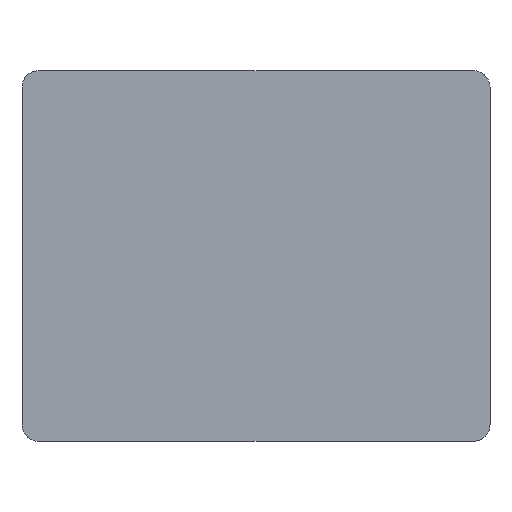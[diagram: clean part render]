
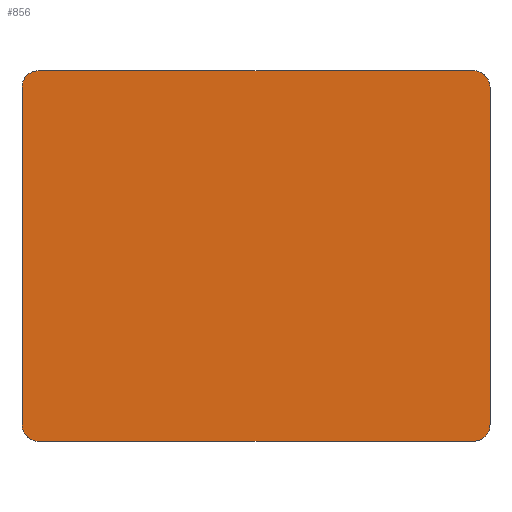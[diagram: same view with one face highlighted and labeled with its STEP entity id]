
A CAD part, left-side view. The second image highlights one B-rep face of the part: STEP entity #856.
In plain terms, the highlighted planar face has unit normal (-1, 0, 0).
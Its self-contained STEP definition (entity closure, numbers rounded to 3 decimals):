
#79=PLANE('',#952);
#196=LINE('',#1122,#226);
#197=LINE('',#1126,#227);
#198=LINE('',#1130,#228);
#199=LINE('',#1131,#229);
#226=VECTOR('',#1004,1000.);
#227=VECTOR('',#1007,1000.);
#228=VECTOR('',#1010,1000.);
#229=VECTOR('',#1011,1000.);
#266=ORIENTED_EDGE('',*,*,#479,.T.);
#267=ORIENTED_EDGE('',*,*,#483,.T.);
#268=ORIENTED_EDGE('',*,*,#490,.F.);
#269=ORIENTED_EDGE('',*,*,#491,.T.);
#270=ORIENTED_EDGE('',*,*,#492,.F.);
#271=ORIENTED_EDGE('',*,*,#493,.T.);
#272=ORIENTED_EDGE('',*,*,#494,.F.);
#273=ORIENTED_EDGE('',*,*,#486,.T.);
#274=ORIENTED_EDGE('',*,*,#484,.T.);
#275=ORIENTED_EDGE('',*,*,#495,.F.);
#479=EDGE_CURVE('',#633,#632,#751,.F.);
#483=EDGE_CURVE('',#632,#636,#752,.F.);
#484=EDGE_CURVE('',#637,#638,#753,.F.);
#486=EDGE_CURVE('',#640,#637,#755,.F.);
#490=EDGE_CURVE('',#643,#636,#196,.T.);
#491=EDGE_CURVE('',#643,#644,#756,.F.);
#492=EDGE_CURVE('',#645,#644,#197,.T.);
#493=EDGE_CURVE('',#645,#646,#757,.F.);
#494=EDGE_CURVE('',#640,#646,#198,.T.);
#495=EDGE_CURVE('',#633,#638,#199,.T.);
#632=VERTEX_POINT('',#1088);
#633=VERTEX_POINT('',#1090);
#636=VERTEX_POINT('',#1101);
#637=VERTEX_POINT('',#1105);
#638=VERTEX_POINT('',#1106);
#640=VERTEX_POINT('',#1110);
#643=VERTEX_POINT('',#1123);
#644=VERTEX_POINT('',#1125);
#645=VERTEX_POINT('',#1127);
#646=VERTEX_POINT('',#1129);
#751=ELLIPSE('',#946,7.002,7.);
#752=ELLIPSE('',#947,7.002,7.);
#753=ELLIPSE('',#949,7.002,7.);
#755=ELLIPSE('',#951,7.002,7.);
#756=ELLIPSE('',#953,7.002,7.);
#757=ELLIPSE('',#954,7.002,7.);
#760=EDGE_LOOP('',(#266,#267,#268,#269,#270,#271,#272,#273,#274,#275));
#806=FACE_BOUND('',#760,.T.);
#856=ADVANCED_FACE('',(#806),#79,.F.);
#946=AXIS2_PLACEMENT_3D('',#1089,#986,#987);
#947=AXIS2_PLACEMENT_3D('',#1102,#990,#991);
#949=AXIS2_PLACEMENT_3D('',#1104,#994,#995);
#951=AXIS2_PLACEMENT_3D('',#1109,#998,#999);
#952=AXIS2_PLACEMENT_3D('',#1121,#1002,#1003);
#953=AXIS2_PLACEMENT_3D('',#1124,#1005,#1006);
#954=AXIS2_PLACEMENT_3D('',#1128,#1008,#1009);
#986=DIRECTION('',(1.,0.,0.));
#987=DIRECTION('',(0.,-0.707,0.707));
#990=DIRECTION('',(1.,0.,0.));
#991=DIRECTION('',(0.,-0.707,0.707));
#994=DIRECTION('',(1.,0.,0.));
#995=DIRECTION('',(0.,-0.707,-0.707));
#998=DIRECTION('',(1.,0.,0.));
#999=DIRECTION('',(0.,-0.707,-0.707));
#1002=DIRECTION('',(1.,0.,0.));
#1003=DIRECTION('',(0.,0.,1.));
#1004=DIRECTION('',(0.,-1.,0.));
#1005=DIRECTION('',(1.,0.,0.));
#1006=DIRECTION('',(0.,0.707,0.707));
#1007=DIRECTION('',(0.,0.,1.));
#1008=DIRECTION('',(1.,0.,0.));
#1009=DIRECTION('',(0.,0.707,-0.707));
#1010=DIRECTION('',(0.,1.,0.));
#1011=DIRECTION('',(0.,0.,-1.));
#1088=CARTESIAN_POINT('',(0.7,-97.5,74.607));
#1089=CARTESIAN_POINT('',(0.7,-91.499,70.999));
#1090=CARTESIAN_POINT('',(0.7,-98.5,71.001));
#1101=CARTESIAN_POINT('',(0.7,-91.501,78.));
#1102=CARTESIAN_POINT('',(0.7,-91.499,70.999));
#1104=CARTESIAN_POINT('',(0.7,-91.499,-70.999));
#1105=CARTESIAN_POINT('',(0.7,-96.4,-76.));
#1106=CARTESIAN_POINT('',(0.7,-98.5,-71.001));
#1109=CARTESIAN_POINT('',(0.7,-91.499,-70.999));
#1110=CARTESIAN_POINT('',(0.7,-91.501,-78.));
#1121=CARTESIAN_POINT('',(0.7,98.5,-78.));
#1122=CARTESIAN_POINT('',(0.7,98.5,78.));
#1123=CARTESIAN_POINT('',(0.7,91.501,78.));
#1124=CARTESIAN_POINT('',(0.7,91.499,70.999));
#1125=CARTESIAN_POINT('',(0.7,98.5,71.001));
#1126=CARTESIAN_POINT('',(0.7,98.5,-78.));
#1127=CARTESIAN_POINT('',(0.7,98.5,-71.001));
#1128=CARTESIAN_POINT('',(0.7,91.499,-70.999));
#1129=CARTESIAN_POINT('',(0.7,91.501,-78.));
#1130=CARTESIAN_POINT('',(0.7,98.5,-78.));
#1131=CARTESIAN_POINT('',(0.7,-98.5,-78.));
